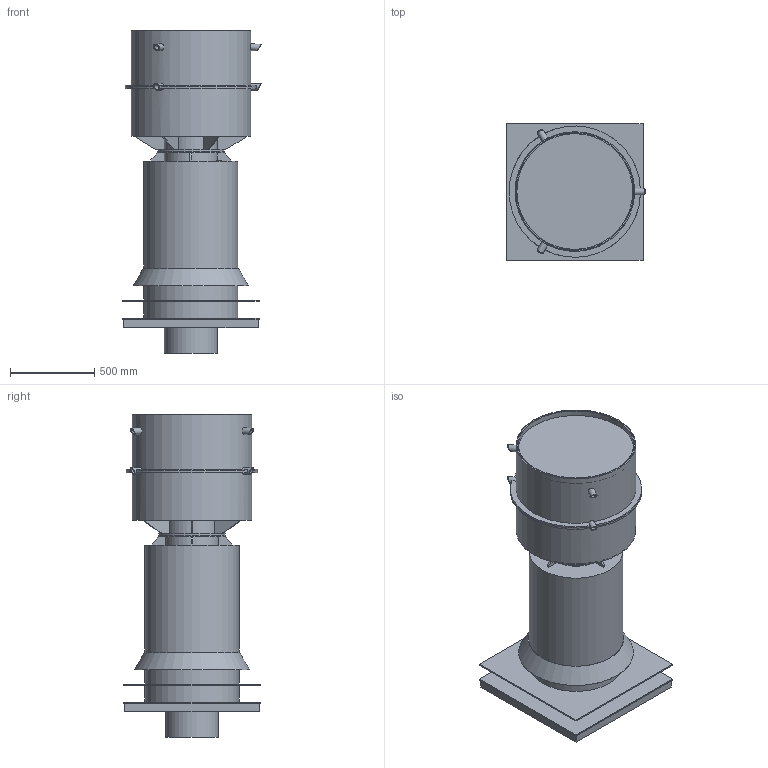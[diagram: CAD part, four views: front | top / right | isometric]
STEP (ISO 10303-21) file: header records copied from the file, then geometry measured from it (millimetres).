
FILE_DESCRIPTION(/* description */ ('VRV250_SDS'),/* implementation_level */ '2;1');
FILE_NAME(/* name */ 'VRV250_SDS_model.stp',/* time_stamp */ '2021-07-22T15:58:37+02:00',/* author */ ('Rissler'),/* organization */ ('Mietzsch GmbH Lufttechnik Dresden'),/* preprocessor_version */ 'ST-DEVELOPER v18.1',/* originating_system */ 'Autodesk Inventor 2020',/* authorisation */ '');
FILE_SCHEMA (('AUTOMOTIVE_DESIGN { 1 0 10303 214 3 1 1 }'));
Length unit declared in the file: millimetre
Products named in the file (1): VRV_iL_CSV
Bounding box: 824 x 810 x 1915 mm (x, y, z)
Volume: 185087260.1 mm3; surface area: 13313941.5 mm2
Topology: 18 solids, 18 shells, 238 faces, 594 edges, 388 vertices
Faces by surface type: plane 143, cylinder 91, cone 4
Full cylindrical faces by diameter (mm): 10 x24, 29 x1, 30 x9, 32 x2, 40 x9, 307 x1, 309 x2, 315 x6, 395 x2, 560 x3, 688 x1, 700 x2, 710 x1
Entity records: 8067 total; most frequent: CARTESIAN_POINT 2010, DIRECTION 1227, ORIENTED_EDGE 1198, EDGE_CURVE 599, AXIS2_PLACEMENT_3D 441, VERTEX_POINT 388, LINE 345, VECTOR 345
